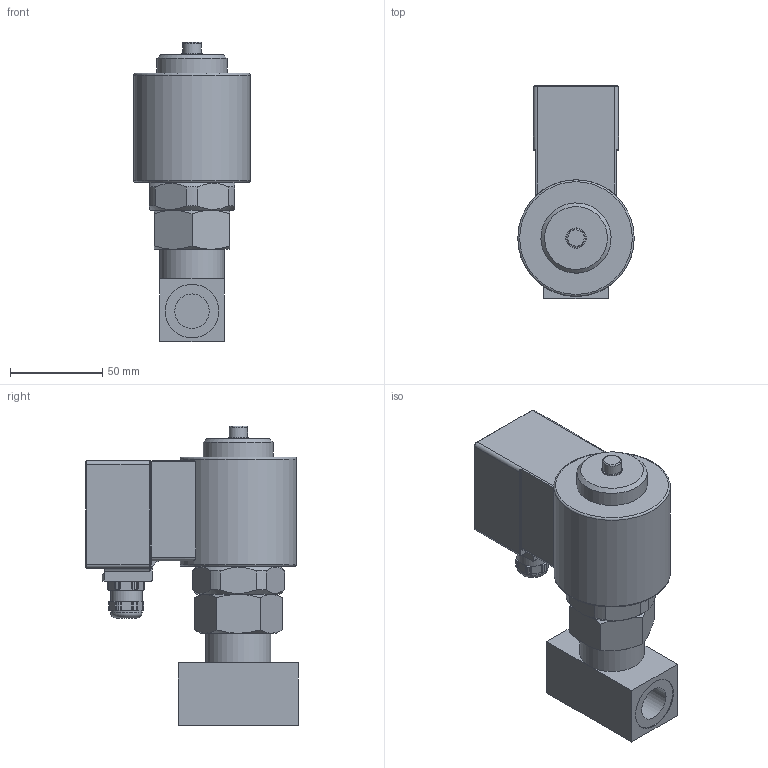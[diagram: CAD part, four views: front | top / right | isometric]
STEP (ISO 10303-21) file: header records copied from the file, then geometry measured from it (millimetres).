
FILE_DESCRIPTION(/* description */ ('3D-Modell'),/* implementation_level */ '2;1');
FILE_NAME(/* name */ '048.000925_A4868-0809-.328.stp',/* time_stamp */ '2024-03-15T08:09:49+01:00',/* author */ ('CBeuthner'),/* organization */ (''),/* preprocessor_version */ 'ST-DEVELOPER v16.1',/* originating_system */ 'Autodesk Inventor 2016',/* authorisation */ '');
FILE_SCHEMA (('CONFIG_CONTROL_DESIGN'));
Length unit declared in the file: millimetre
Products named in the file (1): 88-006337
Bounding box: 63 x 115.1 x 161.9 mm (x, y, z)
Volume: 484582.5 mm3; surface area: 56609.7 mm2
Topology: 2 solids, 2 shells, 230 faces, 563 edges, 349 vertices
Faces by surface type: plane 93, cylinder 78, cone 43, torus 12, bspline 4
Full cylindrical faces by diameter (mm): 4.134 x2, 10 x1, 11 x1, 17 x2, 18.631 x2, 29 x2, 35 x1, 38 x1, 63 x1
Entity records: 7698 total; most frequent: CARTESIAN_POINT 2535, ORIENTED_EDGE 1074, DIRECTION 952, EDGE_CURVE 536, AXIS2_PLACEMENT_3D 383, VERTEX_POINT 344, EDGE_LOOP 265, FACE_OUTER_BOUND 230
